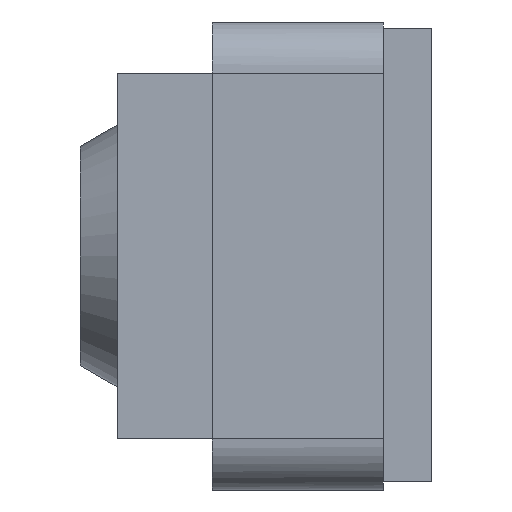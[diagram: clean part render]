
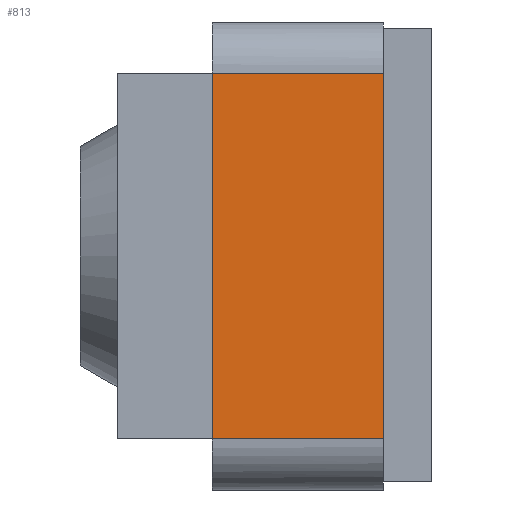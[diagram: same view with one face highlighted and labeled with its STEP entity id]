
A CAD part, left-side view. The second image highlights one B-rep face of the part: STEP entity #813.
In plain terms, the highlighted planar face has unit normal (-1, 0, 0).
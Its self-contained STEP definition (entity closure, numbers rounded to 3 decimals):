
#31=LINE('',#1142,#119);
#32=LINE('',#1144,#120);
#109=LINE('',#1338,#197);
#110=LINE('',#1340,#198);
#119=VECTOR('',#914,1000.);
#120=VECTOR('',#917,1000.);
#197=VECTOR('',#1102,1000.);
#198=VECTOR('',#1105,1000.);
#386=ORIENTED_EDGE('',*,*,#426,.F.);
#387=ORIENTED_EDGE('',*,*,#520,.F.);
#388=ORIENTED_EDGE('',*,*,#425,.T.);
#389=ORIENTED_EDGE('',*,*,#521,.T.);
#425=EDGE_CURVE('',#529,#533,#31,.T.);
#426=EDGE_CURVE('',#534,#535,#32,.T.);
#520=EDGE_CURVE('',#529,#534,#109,.T.);
#521=EDGE_CURVE('',#533,#535,#110,.T.);
#529=VERTEX_POINT('',#1133);
#533=VERTEX_POINT('',#1141);
#534=VERTEX_POINT('',#1145);
#535=VERTEX_POINT('',#1146);
#666=EDGE_LOOP('',(#386,#387,#388,#389));
#724=FACE_BOUND('',#666,.T.);
#769=PLANE('',#893);
#813=ADVANCED_FACE('',(#724),#769,.T.);
#893=AXIS2_PLACEMENT_3D('',#1339,#1103,#1104);
#914=DIRECTION('',(0.,0.,1.));
#917=DIRECTION('',(0.,0.,1.));
#1102=DIRECTION('',(0.,1.,0.));
#1103=DIRECTION('',(-1.,0.,0.));
#1104=DIRECTION('',(0.,0.,1.));
#1105=DIRECTION('',(0.,1.,0.));
#1133=CARTESIAN_POINT('',(0.5,-1.49,-2.5));
#1141=CARTESIAN_POINT('',(0.5,-1.49,2.5));
#1142=CARTESIAN_POINT('',(0.5,-1.49,-2.5));
#1144=CARTESIAN_POINT('',(0.5,0.85,-2.5));
#1145=CARTESIAN_POINT('',(0.5,0.85,-2.5));
#1146=CARTESIAN_POINT('',(0.5,0.85,2.5));
#1338=CARTESIAN_POINT('',(0.5,-1.49,-2.5));
#1339=CARTESIAN_POINT('',(0.5,-1.49,-2.5));
#1340=CARTESIAN_POINT('',(0.5,-1.49,2.5));
